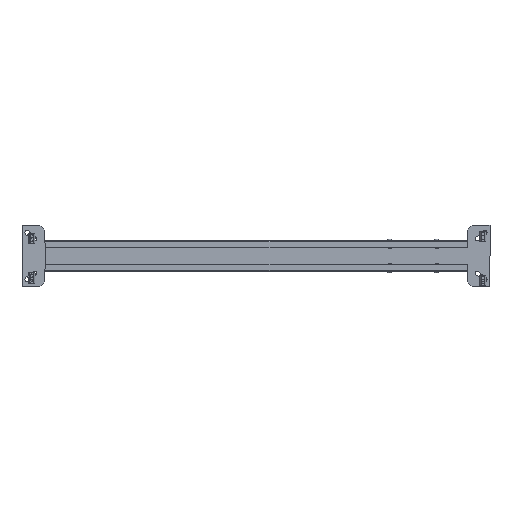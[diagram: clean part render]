
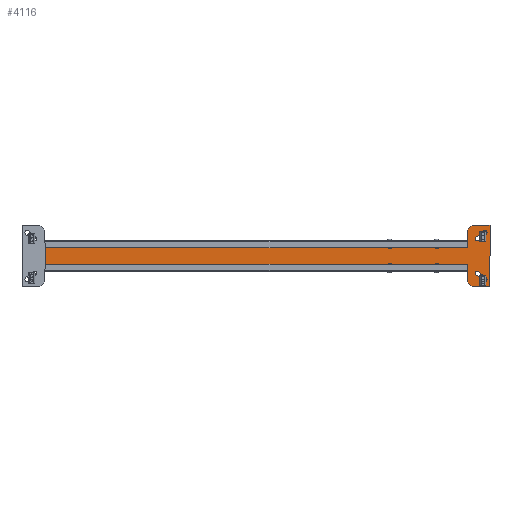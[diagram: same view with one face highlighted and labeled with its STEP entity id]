
A CAD part, top view. The second image highlights one B-rep face of the part: STEP entity #4116.
In plain terms, the highlighted planar face has unit normal (0, 0, 1).
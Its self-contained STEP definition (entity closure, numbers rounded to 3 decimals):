
#462=LINE('',#6368,#770);
#485=LINE('',#6488,#793);
#490=LINE('',#6537,#798);
#494=LINE('',#6546,#802);
#498=LINE('',#6555,#806);
#502=LINE('',#6567,#810);
#506=LINE('',#6576,#814);
#510=LINE('',#6588,#818);
#512=LINE('',#6592,#820);
#517=LINE('',#6602,#825);
#519=LINE('',#6607,#827);
#523=LINE('',#6614,#831);
#524=LINE('',#6616,#832);
#526=LINE('',#6619,#834);
#770=VECTOR('',#5143,1000.);
#793=VECTOR('',#5236,1000.);
#798=VECTOR('',#5247,1000.);
#802=VECTOR('',#5253,1000.);
#806=VECTOR('',#5259,1000.);
#810=VECTOR('',#5271,1000.);
#814=VECTOR('',#5277,1000.);
#818=VECTOR('',#5289,1000.);
#820=VECTOR('',#5293,1000.);
#825=VECTOR('',#5300,1000.);
#827=VECTOR('',#5304,1000.);
#831=VECTOR('',#5310,1000.);
#832=VECTOR('',#5313,1000.);
#834=VECTOR('',#5317,1000.);
#1452=ORIENTED_EDGE('',*,*,#2359,.T.);
#1453=ORIENTED_EDGE('',*,*,#2368,.T.);
#1454=ORIENTED_EDGE('',*,*,#2318,.F.);
#1455=ORIENTED_EDGE('',*,*,#2366,.T.);
#1456=ORIENTED_EDGE('',*,*,#2270,.F.);
#1457=ORIENTED_EDGE('',*,*,#2369,.T.);
#1458=ORIENTED_EDGE('',*,*,#2363,.T.);
#1459=ORIENTED_EDGE('',*,*,#2326,.T.);
#1460=ORIENTED_EDGE('',*,*,#2364,.T.);
#1461=ORIENTED_EDGE('',*,*,#2352,.T.);
#1462=ORIENTED_EDGE('',*,*,#2357,.T.);
#1463=ORIENTED_EDGE('',*,*,#2330,.T.);
#1464=ORIENTED_EDGE('',*,*,#2344,.F.);
#1465=ORIENTED_EDGE('',*,*,#2370,.F.);
#1466=ORIENTED_EDGE('',*,*,#2350,.F.);
#1467=ORIENTED_EDGE('',*,*,#2347,.F.);
#1468=ORIENTED_EDGE('',*,*,#2334,.F.);
#1469=ORIENTED_EDGE('',*,*,#2371,.F.);
#1470=ORIENTED_EDGE('',*,*,#2340,.F.);
#1471=ORIENTED_EDGE('',*,*,#2337,.F.);
#2270=EDGE_CURVE('',#2779,#2778,#462,.T.);
#2318=EDGE_CURVE('',#2816,#2817,#485,.T.);
#2326=EDGE_CURVE('',#2823,#2822,#490,.T.);
#2330=EDGE_CURVE('',#2827,#2826,#494,.T.);
#2334=EDGE_CURVE('',#2830,#2831,#498,.T.);
#2337=EDGE_CURVE('',#2831,#2833,#3133,.T.);
#2340=EDGE_CURVE('',#2833,#2835,#502,.T.);
#2344=EDGE_CURVE('',#2838,#2839,#506,.T.);
#2347=EDGE_CURVE('',#2839,#2841,#3135,.T.);
#2350=EDGE_CURVE('',#2841,#2843,#510,.T.);
#2352=EDGE_CURVE('',#2844,#2845,#512,.T.);
#2357=EDGE_CURVE('',#2845,#2827,#517,.T.);
#2359=EDGE_CURVE('',#2826,#2848,#519,.T.);
#2363=EDGE_CURVE('',#2851,#2823,#523,.T.);
#2364=EDGE_CURVE('',#2822,#2844,#524,.T.);
#2366=EDGE_CURVE('',#2816,#2778,#526,.T.);
#2368=EDGE_CURVE('',#2848,#2817,#3136,.T.);
#2369=EDGE_CURVE('',#2779,#2851,#3137,.T.);
#2370=EDGE_CURVE('',#2843,#2838,#3138,.T.);
#2371=EDGE_CURVE('',#2835,#2830,#3139,.T.);
#2778=VERTEX_POINT('',#6356);
#2779=VERTEX_POINT('',#6367);
#2816=VERTEX_POINT('',#6487);
#2817=VERTEX_POINT('',#6489);
#2822=VERTEX_POINT('',#6536);
#2823=VERTEX_POINT('',#6538);
#2826=VERTEX_POINT('',#6545);
#2827=VERTEX_POINT('',#6547);
#2830=VERTEX_POINT('',#6554);
#2831=VERTEX_POINT('',#6556);
#2833=VERTEX_POINT('',#6562);
#2835=VERTEX_POINT('',#6568);
#2838=VERTEX_POINT('',#6575);
#2839=VERTEX_POINT('',#6577);
#2841=VERTEX_POINT('',#6583);
#2843=VERTEX_POINT('',#6589);
#2844=VERTEX_POINT('',#6593);
#2845=VERTEX_POINT('',#6594);
#2848=VERTEX_POINT('',#6605);
#2851=VERTEX_POINT('',#6612);
#3133=CIRCLE('',#4531,4.75);
#3135=CIRCLE('',#4536,4.75);
#3136=CIRCLE('',#4545,1.75);
#3137=CIRCLE('',#4546,1.75);
#3138=CIRCLE('',#4547,4.75);
#3139=CIRCLE('',#4548,4.75);
#3358=EDGE_LOOP('',(#1452,#1453,#1454,#1455,#1456,#1457,#1458,#1459,#1460,
#1461,#1462,#1463));
#3359=EDGE_LOOP('',(#1464,#1465,#1466,#1467));
#3360=EDGE_LOOP('',(#1468,#1469,#1470,#1471));
#3714=FACE_BOUND('',#3358,.T.);
#3715=FACE_BOUND('',#3359,.T.);
#3716=FACE_BOUND('',#3360,.T.);
#3970=PLANE('',#4544);
#4116=ADVANCED_FACE('',(#3714,#3715,#3716),#3970,.F.);
#4531=AXIS2_PLACEMENT_3D('',#6561,#5265,#5266);
#4536=AXIS2_PLACEMENT_3D('',#6582,#5283,#5284);
#4544=AXIS2_PLACEMENT_3D('',#6621,#5319,#5320);
#4545=AXIS2_PLACEMENT_3D('',#6622,#5321,#5322);
#4546=AXIS2_PLACEMENT_3D('',#6623,#5323,#5324);
#4547=AXIS2_PLACEMENT_3D('',#6624,#5325,#5326);
#4548=AXIS2_PLACEMENT_3D('',#6625,#5327,#5328);
#5143=DIRECTION('',(1.,0.,0.));
#5236=DIRECTION('',(-1.,0.,0.));
#5247=DIRECTION('',(-0.707,0.707,0.));
#5253=DIRECTION('',(0.707,0.707,0.));
#5259=DIRECTION('',(-0.766,-0.643,0.));
#5265=DIRECTION('',(0.,0.,1.));
#5266=DIRECTION('',(-1.,0.,0.));
#5271=DIRECTION('',(0.766,0.643,0.));
#5277=DIRECTION('',(-0.766,0.643,0.));
#5283=DIRECTION('',(0.,0.,1.));
#5284=DIRECTION('',(1.,0.,0.));
#5289=DIRECTION('',(0.766,-0.643,0.));
#5293=DIRECTION('',(0.,-1.,0.));
#5300=DIRECTION('',(1.,0.,0.));
#5304=DIRECTION('',(0.,1.,0.));
#5310=DIRECTION('',(0.,1.,0.));
#5313=DIRECTION('',(-1.,0.,0.));
#5317=DIRECTION('',(0.,1.,0.));
#5319=DIRECTION('',(0.,0.,-1.));
#5320=DIRECTION('',(-1.,0.,0.));
#5321=DIRECTION('',(0.,0.,-1.));
#5322=DIRECTION('',(1.,0.,0.));
#5323=DIRECTION('',(0.,0.,-1.));
#5324=DIRECTION('',(-1.,0.,0.));
#5325=DIRECTION('',(0.,0.,1.));
#5326=DIRECTION('',(1.,0.,0.));
#5327=DIRECTION('',(0.,0.,1.));
#5328=DIRECTION('',(-1.,0.,0.));
#6356=CARTESIAN_POINT('',(922.,26.9,0.));
#6367=CARTESIAN_POINT('',(26.747,26.9,0.));
#6368=CARTESIAN_POINT('',(26.,26.9,0.));
#6487=CARTESIAN_POINT('',(922.,-26.9,0.));
#6488=CARTESIAN_POINT('',(922.,-26.9,0.));
#6489=CARTESIAN_POINT('',(26.747,-26.9,0.));
#6536=CARTESIAN_POINT('',(14.,65.,0.));
#6537=CARTESIAN_POINT('',(24.,55.,0.));
#6538=CARTESIAN_POINT('',(24.,55.,0.));
#6545=CARTESIAN_POINT('',(24.,-55.,0.));
#6546=CARTESIAN_POINT('',(14.,-65.,0.));
#6547=CARTESIAN_POINT('',(14.,-65.,0.));
#6554=CARTESIAN_POINT('',(-0.349,-33.184,0.));
#6555=CARTESIAN_POINT('',(-0.349,-33.184,0.));
#6556=CARTESIAN_POINT('',(-16.053,-46.361,0.));
#6561=CARTESIAN_POINT('',(-13.,-50.,0.));
#6562=CARTESIAN_POINT('',(-9.947,-53.639,0.));
#6567=CARTESIAN_POINT('',(5.757,-40.462,0.));
#6568=CARTESIAN_POINT('',(5.757,-40.462,0.));
#6575=CARTESIAN_POINT('',(5.757,40.462,0.));
#6576=CARTESIAN_POINT('',(5.757,40.462,0.));
#6577=CARTESIAN_POINT('',(-9.947,53.639,0.));
#6582=CARTESIAN_POINT('',(-13.,50.,0.));
#6583=CARTESIAN_POINT('',(-16.053,46.361,0.));
#6588=CARTESIAN_POINT('',(-0.349,33.184,0.));
#6589=CARTESIAN_POINT('',(-0.349,33.184,0.));
#6592=CARTESIAN_POINT('',(-24.,65.,0.));
#6593=CARTESIAN_POINT('',(-24.,65.,0.));
#6594=CARTESIAN_POINT('',(-24.,-65.,0.));
#6602=CARTESIAN_POINT('',(-24.,-65.,0.));
#6605=CARTESIAN_POINT('',(24.,-28.436,0.));
#6607=CARTESIAN_POINT('',(24.,-65.,0.));
#6612=CARTESIAN_POINT('',(24.,28.436,0.));
#6614=CARTESIAN_POINT('',(24.,65.,0.));
#6616=CARTESIAN_POINT('',(-24.,65.,0.));
#6619=CARTESIAN_POINT('',(922.,27.,0.));
#6621=CARTESIAN_POINT('',(0.,0.,0.));
#6622=CARTESIAN_POINT('',(25.,-27.,0.));
#6623=CARTESIAN_POINT('',(25.,27.,0.));
#6624=CARTESIAN_POINT('',(2.704,36.823,0.));
#6625=CARTESIAN_POINT('',(2.704,-36.823,0.));
